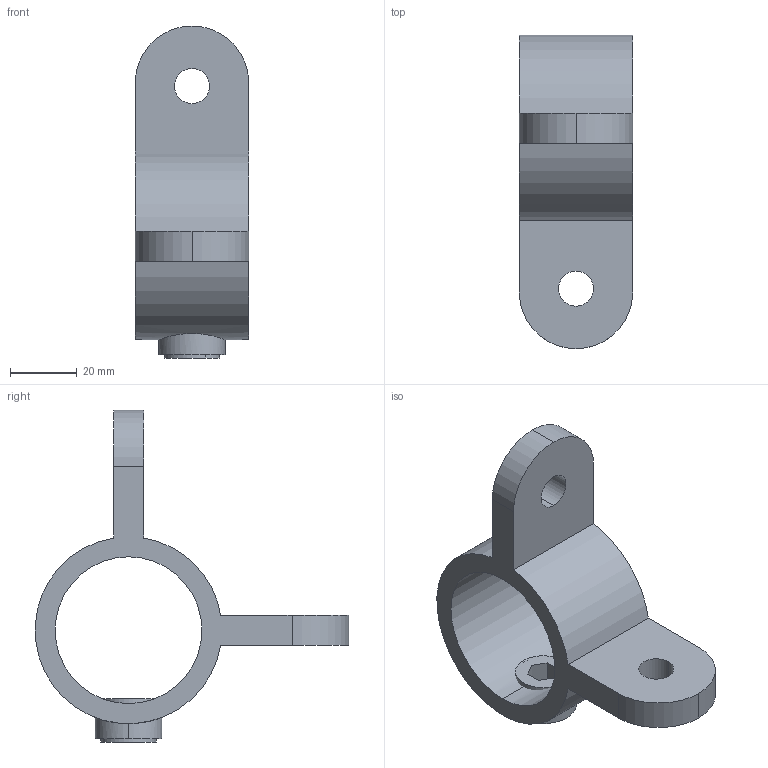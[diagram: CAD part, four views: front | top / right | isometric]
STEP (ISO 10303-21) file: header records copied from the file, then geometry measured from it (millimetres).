
FILE_DESCRIPTION (( 'STEP AP203' ), '1' );
FILE_NAME ('168M-C42.step', '2015-09-17T16:25:57', ( '' ), ( '' ), 'SwSTEP 2.0', 'SolidWorks 2015', '' );
FILE_SCHEMA (( 'CONFIG_CONTROL_DESIGN' ));
Length unit declared in the file: millimetre
Products named in the file (3): 168M-C42 Teil1; 168M-C42 Teil2_zeichnung; 168M-C42
Assembly tree (2 placements, depth 2):
  168M-C42
    168M-C42 Teil1
    168M-C42 Teil2_zeichnung
Bounding box: 34 x 93.95 x 99.5 mm (x, y, z)
Volume: 53201.4 mm3; surface area: 20497 mm2
Topology: 2 solids, 2 shells, 33 faces, 85 edges, 56 vertices
Faces by surface type: cylinder 18, plane 15
Entity records: 1518 total; most frequent: CARTESIAN_POINT 365, DIRECTION 189, ORIENTED_EDGE 170, EDGE_CURVE 85, AXIS2_PLACEMENT_3D 70, VERTEX_POINT 56, VECTOR 49, LINE 49
